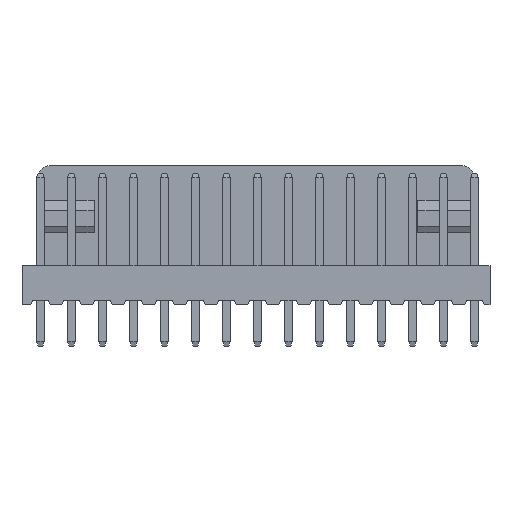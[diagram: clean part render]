
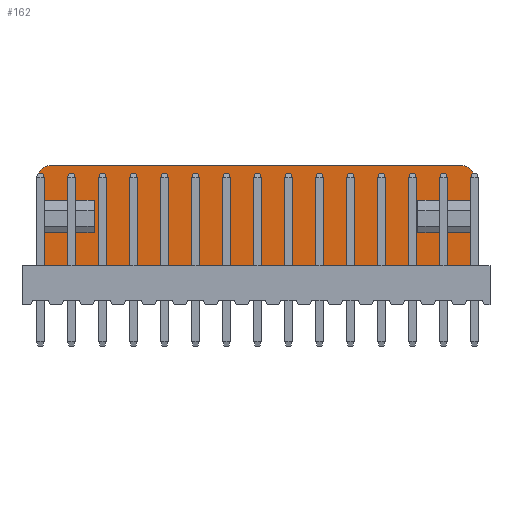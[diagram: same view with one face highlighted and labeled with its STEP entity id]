
A CAD part, top view. The second image highlights one B-rep face of the part: STEP entity #162.
In plain terms, the highlighted planar face has unit normal (0, 0, 1).
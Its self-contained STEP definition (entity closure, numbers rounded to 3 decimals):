
#162 = ADVANCED_FACE ( 'NONE', ( #5216 ), #6721, .T. ) ;
#606 = EDGE_CURVE ( 'NONE', #1370, #1380, #6105, .T. ) ;
#607 = EDGE_CURVE ( 'NONE', #1376, #1380, #6099, .T. ) ;
#631 = EDGE_CURVE ( 'NONE', #1377, #1373, #6155, .T. ) ;
#633 = EDGE_CURVE ( 'NONE', #1377, #1374, #6147, .T. ) ;
#655 = EDGE_CURVE ( 'NONE', #2982, #1375, #6201, .T. ) ;
#677 = EDGE_CURVE ( 'NONE', #1376, #9699, #6245, .T. ) ;
#678 = EDGE_CURVE ( 'NONE', #9628, #1766, #6168, .T. ) ;
#704 = EDGE_CURVE ( 'NONE', #1768, #1378, #6298, .T. ) ;
#705 = EDGE_CURVE ( 'NONE', #1771, #1378, #6300, .T. ) ;
#706 = EDGE_CURVE ( 'NONE', #1771, #1373, #6302, .T. ) ;
#707 = EDGE_CURVE ( 'NONE', #1375, #1374, #6303, .T. ) ;
#715 = EDGE_CURVE ( 'NONE', #2982, #1370, #6319, .T. ) ;
#725 = EDGE_CURVE ( 'NONE', #1768, #1766, #6339, .T. ) ;
#730 = EDGE_CURVE ( 'NONE', #9699, #9628, #6349, .T. ) ;
#1370 = VERTEX_POINT ( 'NONE', #3987 ) ;
#1373 = VERTEX_POINT ( 'NONE', #3990 ) ;
#1374 = VERTEX_POINT ( 'NONE', #3991 ) ;
#1375 = VERTEX_POINT ( 'NONE', #3992 ) ;
#1376 = VERTEX_POINT ( 'NONE', #3993 ) ;
#1377 = VERTEX_POINT ( 'NONE', #3994 ) ;
#1378 = VERTEX_POINT ( 'NONE', #3995 ) ;
#1380 = VERTEX_POINT ( 'NONE', #3997 ) ;
#1766 = VERTEX_POINT ( 'NONE', #4073 ) ;
#1768 = VERTEX_POINT ( 'NONE', #4075 ) ;
#1771 = VERTEX_POINT ( 'NONE', #4078 ) ;
#2349 = AXIS2_PLACEMENT_3D ( 'NONE', #6722, #6727, #6728 ) ;
#2921 = EDGE_LOOP ( 'NONE', ( #4773, #4444, #4455, #4577, #4795, #4556, #4703, #4558, #4731, #4673, #4737, #4712, #4714, #4720 ) ) ;
#2982 = VERTEX_POINT ( 'NONE', #4333 ) ;
#3987 = CARTESIAN_POINT ( 'NONE',  ( 35.343, 48.254, -4.64 ) ) ;
#3990 = CARTESIAN_POINT ( 'NONE',  ( 34.343, 53.751, -4.64 ) ) ;
#3991 = CARTESIAN_POINT ( 'NONE',  ( 35.343, 50.926, -4.64 ) ) ;
#3992 = CARTESIAN_POINT ( 'NONE',  ( 30.743, 50.926, -4.64 ) ) ;
#3993 = CARTESIAN_POINT ( 'NONE',  ( -0.397, 45.547, -4.64 ) ) ;
#3994 = CARTESIAN_POINT ( 'NONE',  ( 35.343, 52.751, -4.64 ) ) ;
#3995 = CARTESIAN_POINT ( 'NONE',  ( -0.397, 52.751, -4.64 ) ) ;
#3997 = CARTESIAN_POINT ( 'NONE',  ( 35.343, 45.547, -4.64 ) ) ;
#4073 = CARTESIAN_POINT ( 'NONE',  ( 4.203, 50.926, -4.64 ) ) ;
#4075 = CARTESIAN_POINT ( 'NONE',  ( -0.397, 50.926, -4.64 ) ) ;
#4078 = CARTESIAN_POINT ( 'NONE',  ( 0.603, 53.751, -4.64 ) ) ;
#4333 = CARTESIAN_POINT ( 'NONE',  ( 30.743, 48.254, -4.64 ) ) ;
#4444 = ORIENTED_EDGE ( 'NONE', *, *, #705, .T. ) ;
#4455 = ORIENTED_EDGE ( 'NONE', *, *, #704, .F. ) ;
#4556 = ORIENTED_EDGE ( 'NONE', *, *, #730, .F. ) ;
#4558 = ORIENTED_EDGE ( 'NONE', *, *, #607, .T. ) ;
#4577 = ORIENTED_EDGE ( 'NONE', *, *, #725, .T. ) ;
#4673 = ORIENTED_EDGE ( 'NONE', *, *, #715, .F. ) ;
#4703 = ORIENTED_EDGE ( 'NONE', *, *, #677, .F. ) ;
#4712 = ORIENTED_EDGE ( 'NONE', *, *, #707, .T. ) ;
#4714 = ORIENTED_EDGE ( 'NONE', *, *, #633, .F. ) ;
#4720 = ORIENTED_EDGE ( 'NONE', *, *, #631, .T. ) ;
#4731 = ORIENTED_EDGE ( 'NONE', *, *, #606, .F. ) ;
#4737 = ORIENTED_EDGE ( 'NONE', *, *, #655, .T. ) ;
#4773 = ORIENTED_EDGE ( 'NONE', *, *, #706, .F. ) ;
#4795 = ORIENTED_EDGE ( 'NONE', *, *, #678, .F. ) ;
#5216 = FACE_OUTER_BOUND ( 'NONE', #2921, .T. ) ;
#5795 = CARTESIAN_POINT ( 'NONE',  ( 4.203, 48.254, -4.64 ) ) ;
#5813 = CARTESIAN_POINT ( 'NONE',  ( -0.397, 48.254, -4.64 ) ) ;
#6099 = LINE ( 'NONE', #8168, #6110 ) ;
#6105 = LINE ( 'NONE', #8177, #6108 ) ;
#6108 = VECTOR ( 'NONE', #8179, 1000. ) ;
#6110 = VECTOR ( 'NONE', #8180, 1000. ) ;
#6147 = LINE ( 'NONE', #8228, #6161 ) ;
#6155 = CIRCLE ( 'NONE', #7665, 1. ) ;
#6161 = VECTOR ( 'NONE', #8233, 1000. ) ;
#6168 = LINE ( 'NONE', #8251, #6250 ) ;
#6201 = LINE ( 'NONE', #8277, #6204 ) ;
#6204 = VECTOR ( 'NONE', #8278, 1000. ) ;
#6245 = LINE ( 'NONE', #8321, #6248 ) ;
#6248 = VECTOR ( 'NONE', #8323, 1000. ) ;
#6250 = VECTOR ( 'NONE', #8324, 1000. ) ;
#6298 = LINE ( 'NONE', #8376, #6301 ) ;
#6300 = CIRCLE ( 'NONE', #7669, 1. ) ;
#6301 = VECTOR ( 'NONE', #8377, 1000. ) ;
#6302 = LINE ( 'NONE', #8373, #6304 ) ;
#6303 = LINE ( 'NONE', #8383, #6306 ) ;
#6304 = VECTOR ( 'NONE', #8363, 1000. ) ;
#6306 = VECTOR ( 'NONE', #8384, 1000. ) ;
#6319 = LINE ( 'NONE', #8399, #6322 ) ;
#6322 = VECTOR ( 'NONE', #8401, 1000. ) ;
#6339 = LINE ( 'NONE', #8419, #6342 ) ;
#6342 = VECTOR ( 'NONE', #8420, 1000. ) ;
#6349 = LINE ( 'NONE', #8429, #6352 ) ;
#6352 = VECTOR ( 'NONE', #8431, 1000. ) ;
#6721 = PLANE ( 'NONE',  #2349 ) ;
#6722 = CARTESIAN_POINT ( 'NONE',  ( -1.697, 53.751, -4.64 ) ) ;
#6727 = DIRECTION ( 'NONE',  ( 0., 0., 1. ) ) ;
#6728 = DIRECTION ( 'NONE',  ( 1., 0., 0. ) ) ;
#7665 = AXIS2_PLACEMENT_3D ( 'NONE', #8229, #8230, #8231 ) ;
#7669 = AXIS2_PLACEMENT_3D ( 'NONE', #8380, #8381, #8382 ) ;
#8168 = CARTESIAN_POINT ( 'NONE',  ( -1.697, 45.547, -4.64 ) ) ;
#8177 = CARTESIAN_POINT ( 'NONE',  ( 35.343, 48.254, -4.64 ) ) ;
#8179 = DIRECTION ( 'NONE',  ( 0., -1., 0. ) ) ;
#8180 = DIRECTION ( 'NONE',  ( 1., 0., 0. ) ) ;
#8228 = CARTESIAN_POINT ( 'NONE',  ( 35.343, 53.751, -4.64 ) ) ;
#8229 = CARTESIAN_POINT ( 'NONE',  ( 34.343, 52.751, -4.64 ) ) ;
#8230 = DIRECTION ( 'NONE',  ( 0., 0., 1. ) ) ;
#8231 = DIRECTION ( 'NONE',  ( 1., 0., 0. ) ) ;
#8233 = DIRECTION ( 'NONE',  ( 0., -1., 0. ) ) ;
#8251 = CARTESIAN_POINT ( 'NONE',  ( 4.203, 19., -4.64 ) ) ;
#8277 = CARTESIAN_POINT ( 'NONE',  ( 30.743, 19., -4.64 ) ) ;
#8278 = DIRECTION ( 'NONE',  ( 0., 1., 0. ) ) ;
#8321 = CARTESIAN_POINT ( 'NONE',  ( -0.397, 48.254, -4.64 ) ) ;
#8323 = DIRECTION ( 'NONE',  ( 0., 1., 0. ) ) ;
#8324 = DIRECTION ( 'NONE',  ( 0., 1., 0. ) ) ;
#8363 = DIRECTION ( 'NONE',  ( 1., 0., 0. ) ) ;
#8373 = CARTESIAN_POINT ( 'NONE',  ( -1.697, 53.751, -4.64 ) ) ;
#8376 = CARTESIAN_POINT ( 'NONE',  ( -0.397, 53.751, -4.64 ) ) ;
#8377 = DIRECTION ( 'NONE',  ( 0., 1., 0. ) ) ;
#8380 = CARTESIAN_POINT ( 'NONE',  ( 0.603, 52.751, -4.64 ) ) ;
#8381 = DIRECTION ( 'NONE',  ( 0., 0., 1. ) ) ;
#8382 = DIRECTION ( 'NONE',  ( 1., 0., 0. ) ) ;
#8383 = CARTESIAN_POINT ( 'NONE',  ( -1.697, 50.926, -4.64 ) ) ;
#8384 = DIRECTION ( 'NONE',  ( 1., 0., 0. ) ) ;
#8399 = CARTESIAN_POINT ( 'NONE',  ( -1.697, 48.254, -4.64 ) ) ;
#8401 = DIRECTION ( 'NONE',  ( 1., 0., 0. ) ) ;
#8419 = CARTESIAN_POINT ( 'NONE',  ( -1.697, 50.926, -4.64 ) ) ;
#8420 = DIRECTION ( 'NONE',  ( 1., 0., 0. ) ) ;
#8429 = CARTESIAN_POINT ( 'NONE',  ( -1.697, 48.254, -4.64 ) ) ;
#8431 = DIRECTION ( 'NONE',  ( 1., 0., 0. ) ) ;
#9628 = VERTEX_POINT ( 'NONE', #5795 ) ;
#9699 = VERTEX_POINT ( 'NONE', #5813 ) ;
